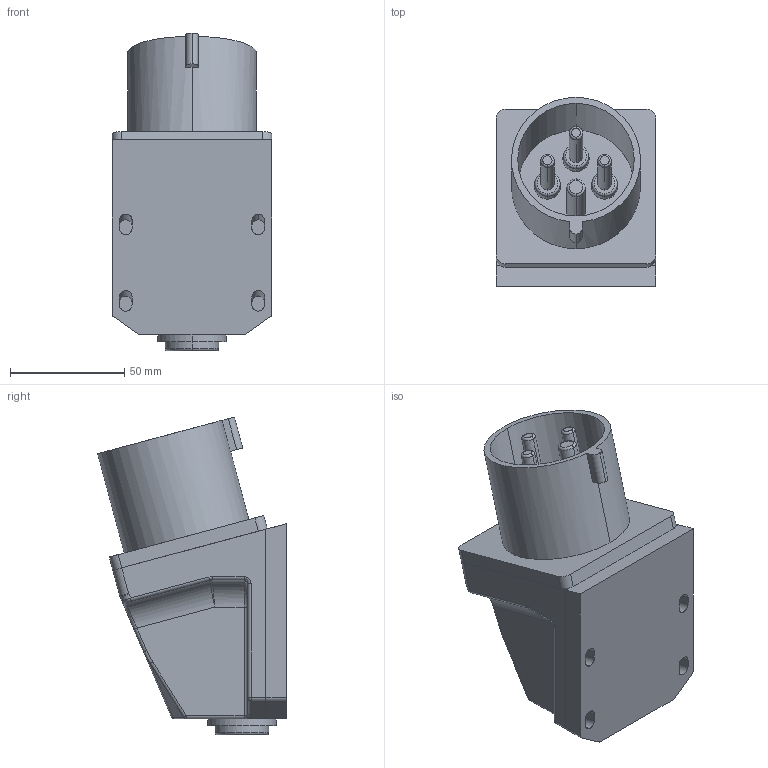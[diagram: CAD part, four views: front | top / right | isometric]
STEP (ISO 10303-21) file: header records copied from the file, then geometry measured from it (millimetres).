
FILE_DESCRIPTION (( 'STEP AP214' ), '1' );
FILE_NAME ('PSR52-032-4 Âèëêà 524 ñòàö.3Ð+ÐÅ 32À 380Â IP44 ÈÝÊ.STEP', '2017-03-29T09:00:56', ( '' ), ( '' ), 'SwSTEP 2.0', 'SolidWorks 2014', '' );
FILE_SCHEMA (( 'AUTOMOTIVE_DESIGN' ));
Length unit declared in the file: millimetre
Products named in the file (1): PSR52-032-4 Âèëêà 524 ñòàö.3Ð+ÐÅ 32À 380Â IP44 ÈÝÊ
Bounding box: 70 x 82.68 x 139.19 mm (x, y, z)
Volume: 162333.4 mm3; surface area: 95180.5 mm2
Topology: 8 solids, 8 shells, 554 faces, 1413 edges, 908 vertices
Faces by surface type: plane 252, cylinder 211, bspline 55, torus 26, cone 6, sphere 4
Entity records: 19778 total; most frequent: CARTESIAN_POINT 6345, ORIENTED_EDGE 2818, DIRECTION 2719, EDGE_CURVE 1409, AXIS2_PLACEMENT_3D 968, VERTEX_POINT 908, VECTOR 783, LINE 783
